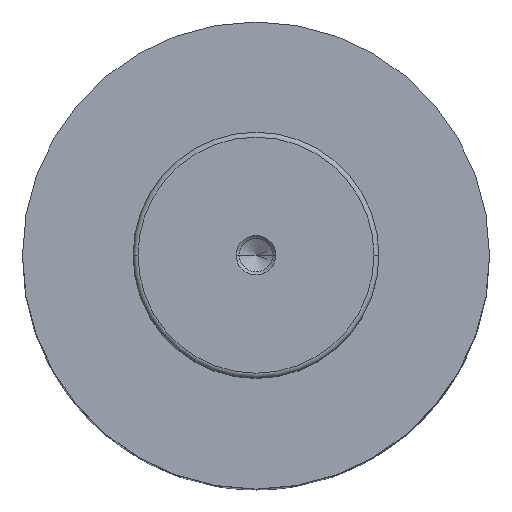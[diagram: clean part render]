
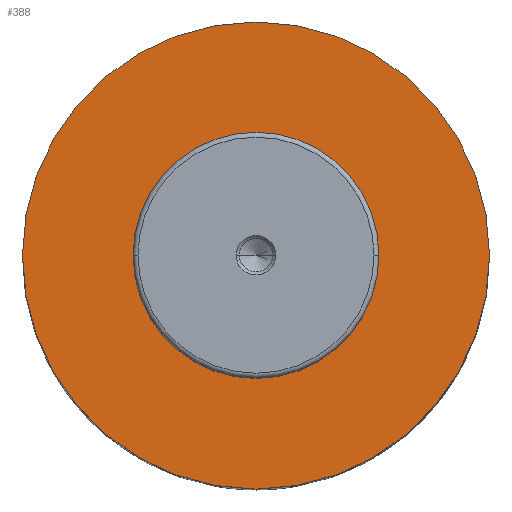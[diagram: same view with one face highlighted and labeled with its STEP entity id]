
A CAD part, top view. The second image highlights one B-rep face of the part: STEP entity #388.
In plain terms, the highlighted planar face has unit normal (0, 0, 1).
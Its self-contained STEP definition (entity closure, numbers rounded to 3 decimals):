
#47 = VERTEX_POINT ( 'NONE', #859 ) ;
#86 = CIRCLE ( 'NONE', #2269, 25. ) ;
#388 = ADVANCED_FACE ( 'NONE', ( #1243, #1318 ), #577, .T. ) ;
#399 = CIRCLE ( 'NONE', #1441, 47.5 ) ;
#419 = VERTEX_POINT ( 'NONE', #1957 ) ;
#517 = ORIENTED_EDGE ( 'NONE', *, *, #2076, .F. ) ;
#550 = DIRECTION ( 'NONE',  ( 1., 0., 0. ) ) ;
#556 = CARTESIAN_POINT ( 'NONE',  ( -25., 0., 105. ) ) ;
#570 = DIRECTION ( 'NONE',  ( 0., 0., 1. ) ) ;
#577 = PLANE ( 'NONE',  #971 ) ;
#579 = ORIENTED_EDGE ( 'NONE', *, *, #643, .F. ) ;
#643 = EDGE_CURVE ( 'NONE', #957, #419, #399, .T. ) ;
#733 = EDGE_CURVE ( 'NONE', #1227, #47, #86, .T. ) ;
#776 = DIRECTION ( 'NONE',  ( -1., 0., 0. ) ) ;
#780 = DIRECTION ( 'NONE',  ( 0., 0., -1. ) ) ;
#786 = CARTESIAN_POINT ( 'NONE',  ( 0., 0., 105. ) ) ;
#859 = CARTESIAN_POINT ( 'NONE',  ( 25., 0., 105. ) ) ;
#957 = VERTEX_POINT ( 'NONE', #1942 ) ;
#971 = AXIS2_PLACEMENT_3D ( 'NONE', #556, #570, #550 ) ;
#1025 = CARTESIAN_POINT ( 'NONE',  ( 0., 0., 105. ) ) ;
#1130 = EDGE_LOOP ( 'NONE', ( #579, #517 ) ) ;
#1213 = AXIS2_PLACEMENT_3D ( 'NONE', #786, #780, #776 ) ;
#1227 = VERTEX_POINT ( 'NONE', #1761 ) ;
#1238 = EDGE_CURVE ( 'NONE', #47, #1227, #1362, .T. ) ;
#1243 = FACE_BOUND ( 'NONE', #1922, .T. ) ;
#1318 = FACE_OUTER_BOUND ( 'NONE', #1130, .T. ) ;
#1362 = CIRCLE ( 'NONE', #1845, 25. ) ;
#1389 = CARTESIAN_POINT ( 'NONE',  ( 0., 0., 105. ) ) ;
#1406 = DIRECTION ( 'NONE',  ( -1., 0., 0. ) ) ;
#1441 = AXIS2_PLACEMENT_3D ( 'NONE', #1025, #1872, #1570 ) ;
#1483 = ORIENTED_EDGE ( 'NONE', *, *, #733, .T. ) ;
#1570 = DIRECTION ( 'NONE',  ( -1., 0., 0. ) ) ;
#1675 = DIRECTION ( 'NONE',  ( 0., 0., -1. ) ) ;
#1692 = DIRECTION ( 'NONE',  ( -1., 0., 0. ) ) ;
#1704 = DIRECTION ( 'NONE',  ( 0., 0., -1. ) ) ;
#1714 = CARTESIAN_POINT ( 'NONE',  ( 0., 0., 105. ) ) ;
#1761 = CARTESIAN_POINT ( 'NONE',  ( -25., 0., 105. ) ) ;
#1840 = CIRCLE ( 'NONE', #1213, 47.5 ) ;
#1845 = AXIS2_PLACEMENT_3D ( 'NONE', #1714, #1704, #1692 ) ;
#1872 = DIRECTION ( 'NONE',  ( 0., 0., -1. ) ) ;
#1922 = EDGE_LOOP ( 'NONE', ( #1483, #1988 ) ) ;
#1942 = CARTESIAN_POINT ( 'NONE',  ( -47.5, 0., 105. ) ) ;
#1957 = CARTESIAN_POINT ( 'NONE',  ( 47.5, 0., 105. ) ) ;
#1988 = ORIENTED_EDGE ( 'NONE', *, *, #1238, .T. ) ;
#2076 = EDGE_CURVE ( 'NONE', #419, #957, #1840, .T. ) ;
#2269 = AXIS2_PLACEMENT_3D ( 'NONE', #1389, #1675, #1406 ) ;
